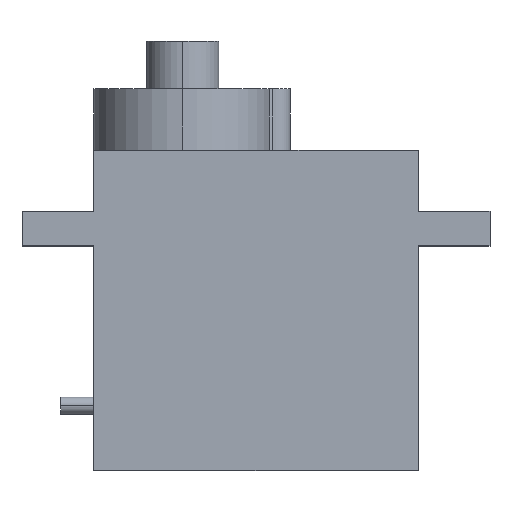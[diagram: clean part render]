
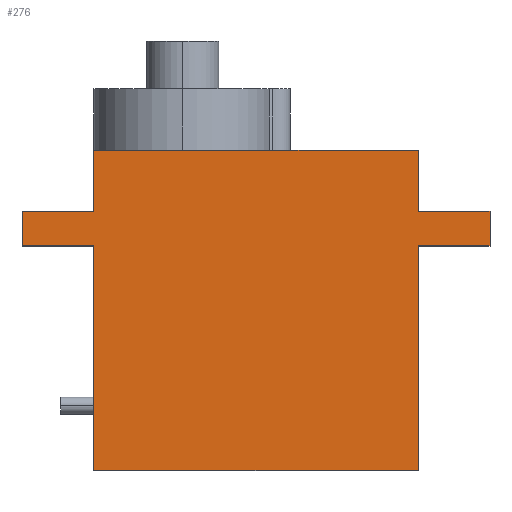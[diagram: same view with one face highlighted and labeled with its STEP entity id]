
A CAD part, top view. The second image highlights one B-rep face of the part: STEP entity #276.
In plain terms, the highlighted planar face has unit normal (0, 0, 1).
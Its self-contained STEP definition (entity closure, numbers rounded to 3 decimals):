
#3 = VECTOR ( 'NONE', #1046, 1000. ) ;
#8 = ORIENTED_EDGE ( 'NONE', *, *, #364, .T. ) ;
#10 = CARTESIAN_POINT ( 'NONE',  ( -16.3, 15.65, 6.2 ) ) ;
#57 = VECTOR ( 'NONE', #631, 1000. ) ;
#90 = EDGE_CURVE ( 'NONE', #264, #796, #1223, .T. ) ;
#92 = DIRECTION ( 'NONE',  ( 0., -1., 0. ) ) ;
#96 = LINE ( 'NONE', #914, #512 ) ;
#108 = CARTESIAN_POINT ( 'NONE',  ( 11.3, 22.3, 6.2 ) ) ;
#145 = EDGE_CURVE ( 'NONE', #954, #661, #678, .T. ) ;
#153 = EDGE_CURVE ( 'NONE', #796, #766, #96, .T. ) ;
#168 = VERTEX_POINT ( 'NONE', #1482 ) ;
#172 = CARTESIAN_POINT ( 'NONE',  ( -11.3, 22.3, 6.2 ) ) ;
#173 = CARTESIAN_POINT ( 'NONE',  ( 11.3, 18.05, 6.2 ) ) ;
#184 = DIRECTION ( 'NONE',  ( 0., -1., 0. ) ) ;
#185 = CARTESIAN_POINT ( 'NONE',  ( 16.3, 18.05, 6.2 ) ) ;
#196 = EDGE_LOOP ( 'NONE', ( #1449, #1104, #757, #1328, #1041, #905, #395, #1116, #8, #814, #1421, #506, #1045 ) ) ;
#233 = DIRECTION ( 'NONE',  ( 0., -1., 0. ) ) ;
#252 = FACE_OUTER_BOUND ( 'NONE', #196, .T. ) ;
#264 = VERTEX_POINT ( 'NONE', #1264 ) ;
#269 = CARTESIAN_POINT ( 'NONE',  ( 16.3, 18.05, 6.2 ) ) ;
#276 = ADVANCED_FACE ( 'NONE', ( #252 ), #1317, .F. ) ;
#295 = VERTEX_POINT ( 'NONE', #842 ) ;
#315 = LINE ( 'NONE', #695, #1442 ) ;
#364 = EDGE_CURVE ( 'NONE', #264, #1118, #835, .T. ) ;
#378 = LINE ( 'NONE', #269, #449 ) ;
#395 = ORIENTED_EDGE ( 'NONE', *, *, #153, .F. ) ;
#399 = CARTESIAN_POINT ( 'NONE',  ( 11.3, 22.3, 6.2 ) ) ;
#422 = CARTESIAN_POINT ( 'NONE',  ( -16.3, 18.05, 6.2 ) ) ;
#449 = VECTOR ( 'NONE', #1197, 1000. ) ;
#485 = CARTESIAN_POINT ( 'NONE',  ( -16.3, 15.65, 6.2 ) ) ;
#493 = EDGE_CURVE ( 'NONE', #670, #627, #1282, .T. ) ;
#506 = ORIENTED_EDGE ( 'NONE', *, *, #932, .T. ) ;
#512 = VECTOR ( 'NONE', #565, 1000. ) ;
#545 = LINE ( 'NONE', #666, #1259 ) ;
#552 = VECTOR ( 'NONE', #184, 1000. ) ;
#565 = DIRECTION ( 'NONE',  ( 1., 0., 0. ) ) ;
#570 = LINE ( 'NONE', #794, #1274 ) ;
#575 = CARTESIAN_POINT ( 'NONE',  ( 16.3, 18.05, 6.2 ) ) ;
#577 = CARTESIAN_POINT ( 'NONE',  ( 16.3, 15.65, 6.2 ) ) ;
#611 = VECTOR ( 'NONE', #781, 1000. ) ;
#626 = CARTESIAN_POINT ( 'NONE',  ( 11.3, 0., 6.2 ) ) ;
#627 = VERTEX_POINT ( 'NONE', #185 ) ;
#631 = DIRECTION ( 'NONE',  ( 1., 0., 0. ) ) ;
#661 = VERTEX_POINT ( 'NONE', #626 ) ;
#666 = CARTESIAN_POINT ( 'NONE',  ( 11.3, 22.3, 6.2 ) ) ;
#670 = VERTEX_POINT ( 'NONE', #975 ) ;
#678 = LINE ( 'NONE', #1015, #611 ) ;
#695 = CARTESIAN_POINT ( 'NONE',  ( -16.3, 18.05, 6.2 ) ) ;
#698 = CARTESIAN_POINT ( 'NONE',  ( -11.3, 22.3, 6.2 ) ) ;
#712 = LINE ( 'NONE', #577, #1073 ) ;
#716 = EDGE_CURVE ( 'NONE', #168, #954, #570, .T. ) ;
#721 = CARTESIAN_POINT ( 'NONE',  ( -11.3, 22.3, 6.2 ) ) ;
#728 = EDGE_CURVE ( 'NONE', #1118, #1435, #1487, .T. ) ;
#734 = VECTOR ( 'NONE', #807, 1000. ) ;
#757 = ORIENTED_EDGE ( 'NONE', *, *, #1343, .T. ) ;
#766 = VERTEX_POINT ( 'NONE', #108 ) ;
#781 = DIRECTION ( 'NONE',  ( 1., 0., 0. ) ) ;
#787 = EDGE_CURVE ( 'NONE', #1435, #1368, #315, .T. ) ;
#794 = CARTESIAN_POINT ( 'NONE',  ( -11.3, 22.3, 6.2 ) ) ;
#796 = VERTEX_POINT ( 'NONE', #1479 ) ;
#807 = DIRECTION ( 'NONE',  ( 0., 1., 0. ) ) ;
#814 = ORIENTED_EDGE ( 'NONE', *, *, #728, .T. ) ;
#835 = LINE ( 'NONE', #698, #3 ) ;
#839 = EDGE_CURVE ( 'NONE', #627, #1467, #378, .T. ) ;
#842 = CARTESIAN_POINT ( 'NONE',  ( 11.3, 15.65, 6.2 ) ) ;
#859 = DIRECTION ( 'NONE',  ( 1., 0., 0. ) ) ;
#905 = ORIENTED_EDGE ( 'NONE', *, *, #1162, .F. ) ;
#914 = CARTESIAN_POINT ( 'NONE',  ( -11.3, 22.3, 6.2 ) ) ;
#915 = CARTESIAN_POINT ( 'NONE',  ( -11.3, 18.05, 6.2 ) ) ;
#932 = EDGE_CURVE ( 'NONE', #1368, #168, #1188, .T. ) ;
#952 = DIRECTION ( 'NONE',  ( 1., 0., 0. ) ) ;
#954 = VERTEX_POINT ( 'NONE', #1227 ) ;
#957 = VECTOR ( 'NONE', #952, 1000. ) ;
#961 = DIRECTION ( 'NONE',  ( 0., 0., -1. ) ) ;
#975 = CARTESIAN_POINT ( 'NONE',  ( 16.3, 15.65, 6.2 ) ) ;
#1015 = CARTESIAN_POINT ( 'NONE',  ( -11.3, 0., 6.2 ) ) ;
#1036 = EDGE_CURVE ( 'NONE', #295, #661, #1119, .T. ) ;
#1037 = CARTESIAN_POINT ( 'NONE',  ( -16.3, 18.05, 6.2 ) ) ;
#1041 = ORIENTED_EDGE ( 'NONE', *, *, #839, .T. ) ;
#1044 = DIRECTION ( 'NONE',  ( -1., 0., 0. ) ) ;
#1045 = ORIENTED_EDGE ( 'NONE', *, *, #716, .T. ) ;
#1046 = DIRECTION ( 'NONE',  ( 0., -1., 0. ) ) ;
#1073 = VECTOR ( 'NONE', #859, 1000. ) ;
#1104 = ORIENTED_EDGE ( 'NONE', *, *, #1036, .F. ) ;
#1116 = ORIENTED_EDGE ( 'NONE', *, *, #90, .F. ) ;
#1118 = VERTEX_POINT ( 'NONE', #915 ) ;
#1119 = LINE ( 'NONE', #399, #552 ) ;
#1162 = EDGE_CURVE ( 'NONE', #766, #1467, #545, .T. ) ;
#1181 = DIRECTION ( 'NONE',  ( -1., 0., 0. ) ) ;
#1188 = LINE ( 'NONE', #485, #957 ) ;
#1197 = DIRECTION ( 'NONE',  ( -1., 0., 0. ) ) ;
#1223 = LINE ( 'NONE', #172, #57 ) ;
#1227 = CARTESIAN_POINT ( 'NONE',  ( -11.3, 0., 6.2 ) ) ;
#1259 = VECTOR ( 'NONE', #92, 1000. ) ;
#1264 = CARTESIAN_POINT ( 'NONE',  ( -11.3, 22.3, 6.2 ) ) ;
#1274 = VECTOR ( 'NONE', #233, 1000. ) ;
#1277 = AXIS2_PLACEMENT_3D ( 'NONE', #721, #961, #1181 ) ;
#1282 = LINE ( 'NONE', #575, #734 ) ;
#1317 = PLANE ( 'NONE',  #1277 ) ;
#1328 = ORIENTED_EDGE ( 'NONE', *, *, #493, .T. ) ;
#1343 = EDGE_CURVE ( 'NONE', #295, #670, #712, .T. ) ;
#1345 = VECTOR ( 'NONE', #1044, 1000. ) ;
#1368 = VERTEX_POINT ( 'NONE', #10 ) ;
#1421 = ORIENTED_EDGE ( 'NONE', *, *, #787, .T. ) ;
#1435 = VERTEX_POINT ( 'NONE', #422 ) ;
#1442 = VECTOR ( 'NONE', #1495, 1000. ) ;
#1449 = ORIENTED_EDGE ( 'NONE', *, *, #145, .T. ) ;
#1467 = VERTEX_POINT ( 'NONE', #173 ) ;
#1479 = CARTESIAN_POINT ( 'NONE',  ( -5.1, 22.3, 6.2 ) ) ;
#1482 = CARTESIAN_POINT ( 'NONE',  ( -11.3, 15.65, 6.2 ) ) ;
#1487 = LINE ( 'NONE', #1037, #1345 ) ;
#1495 = DIRECTION ( 'NONE',  ( 0., -1., 0. ) ) ;
